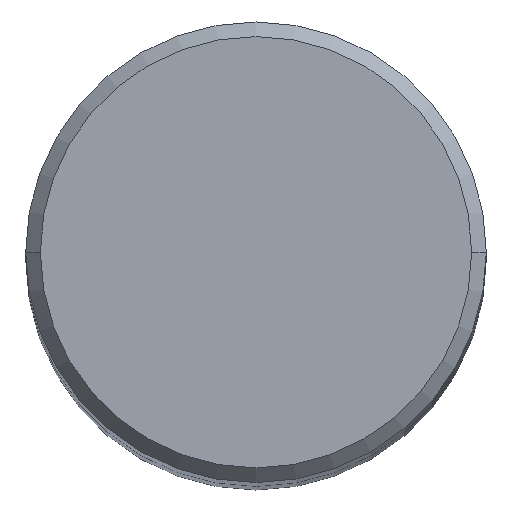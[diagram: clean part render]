
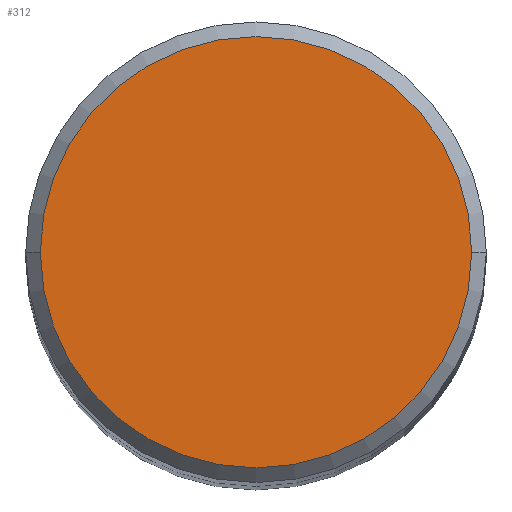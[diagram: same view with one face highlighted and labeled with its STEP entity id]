
A CAD part, top view. The second image highlights one B-rep face of the part: STEP entity #312.
In plain terms, the highlighted planar face has unit normal (0, 0, 1).
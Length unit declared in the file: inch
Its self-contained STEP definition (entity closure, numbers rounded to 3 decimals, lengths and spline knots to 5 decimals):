
#1 = DIRECTION ( 'NONE',  ( 0., 0., 1. ) ) ;
#4 = CARTESIAN_POINT ( 'NONE',  ( 0., 0., 0. ) ) ;
#25 = DIRECTION ( 'NONE',  ( 1., 0., 0. ) ) ;
#35 = VERTEX_POINT ( 'NONE', #118 ) ;
#56 = DIRECTION ( 'NONE',  ( -1., 0., 0. ) ) ;
#106 = ORIENTED_EDGE ( 'NONE', *, *, #411, .T. ) ;
#118 = CARTESIAN_POINT ( 'NONE',  ( 0.29495, 0., 0. ) ) ;
#135 = VERTEX_POINT ( 'NONE', #220 ) ;
#138 = ORIENTED_EDGE ( 'NONE', *, *, #366, .T. ) ;
#139 = EDGE_LOOP ( 'NONE', ( #106, #138 ) ) ;
#163 = CARTESIAN_POINT ( 'NONE',  ( 0., 0., 0. ) ) ;
#167 = CIRCLE ( 'NONE', #394, 0.29495 ) ;
#184 = CARTESIAN_POINT ( 'NONE',  ( 0., 0.29495, 0. ) ) ;
#187 = AXIS2_PLACEMENT_3D ( 'NONE', #4, #324, #353 ) ;
#220 = CARTESIAN_POINT ( 'NONE',  ( -0.29495, 0., 0. ) ) ;
#279 = PLANE ( 'NONE',  #358 ) ;
#312 = ADVANCED_FACE ( 'NONE', ( #340 ), #279, .F. ) ;
#324 = DIRECTION ( 'NONE',  ( 0., 0., 1. ) ) ;
#340 = FACE_OUTER_BOUND ( 'NONE', #139, .T. ) ;
#353 = DIRECTION ( 'NONE',  ( 1., 0., 0. ) ) ;
#358 = AXIS2_PLACEMENT_3D ( 'NONE', #184, #403, #56 ) ;
#366 = EDGE_CURVE ( 'NONE', #35, #135, #413, .T. ) ;
#394 = AXIS2_PLACEMENT_3D ( 'NONE', #163, #1, #25 ) ;
#403 = DIRECTION ( 'NONE',  ( 0., 0., -1. ) ) ;
#411 = EDGE_CURVE ( 'NONE', #135, #35, #167, .T. ) ;
#413 = CIRCLE ( 'NONE', #187, 0.29495 ) ;
